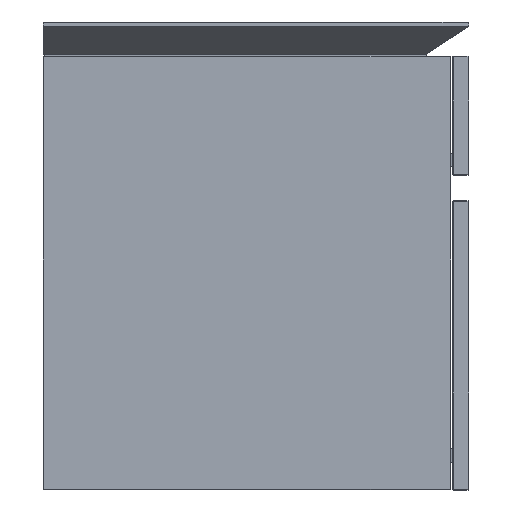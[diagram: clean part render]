
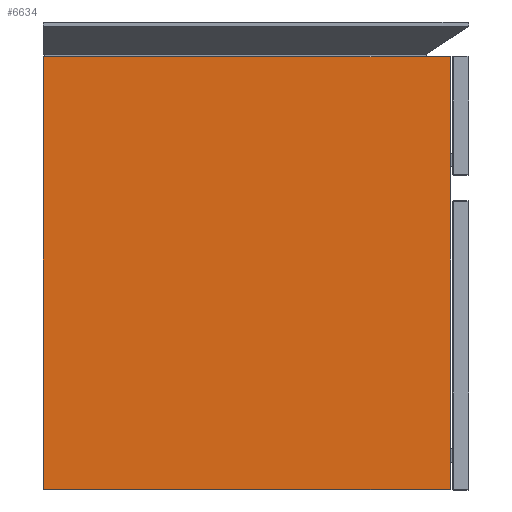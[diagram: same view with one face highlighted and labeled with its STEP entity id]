
A CAD part, left-side view. The second image highlights one B-rep face of the part: STEP entity #6634.
In plain terms, the highlighted planar face has unit normal (-1, 0, 0).
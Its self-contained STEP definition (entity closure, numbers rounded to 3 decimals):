
#5085=CARTESIAN_POINT('',(3938.6,9492.008,-509.2));
#5086=VERTEX_POINT('',#5085);
#5093=CARTESIAN_POINT('',(3938.6,9492.008,-0.8));
#5094=VERTEX_POINT('',#5093);
#5095=CARTESIAN_POINT('',(3938.6,9492.008,-509.2));
#5096=DIRECTION('',(0.0,0.0,1.0));
#5097=VECTOR('',#5096,508.4);
#5098=LINE('',#5095,#5097);
#5099=EDGE_CURVE('',#5086,#5094,#5098,.T.);
#5206=CARTESIAN_POINT('',(3938.6,9013.808,-509.2));
#5207=VERTEX_POINT('',#5206);
#5214=CARTESIAN_POINT('',(3938.6,9013.808,-509.2));
#5215=DIRECTION('',(0.0,1.0,0.0));
#5216=VECTOR('',#5215,478.2);
#5217=LINE('',#5214,#5216);
#5218=EDGE_CURVE('',#5207,#5086,#5217,.T.);
#5245=CARTESIAN_POINT('',(3938.6,9013.808,-0.8));
#5246=VERTEX_POINT('',#5245);
#5247=CARTESIAN_POINT('',(3938.6,9492.008,-0.8));
#5248=DIRECTION('',(0.0,-1.0,0.0));
#5249=VECTOR('',#5248,478.2);
#5250=LINE('',#5247,#5249);
#5251=EDGE_CURVE('',#5094,#5246,#5250,.T.);
#5341=CARTESIAN_POINT('',(3938.6,9013.808,-0.8));
#5342=DIRECTION('',(0.0,0.0,-1.0));
#5343=VECTOR('',#5342,508.4);
#5344=LINE('',#5341,#5343);
#5345=EDGE_CURVE('',#5246,#5207,#5344,.T.);
#6623=CARTESIAN_POINT('',(3938.6,9252.908,-0.799));
#6624=DIRECTION('',(-1.0,0.0,0.0));
#6625=DIRECTION('',(0.0,0.0,1.0));
#6626=AXIS2_PLACEMENT_3D('',#6623,#6624,#6625);
#6627=PLANE('',#6626);
#6628=ORIENTED_EDGE('',*,*,#5218,.F.);
#6629=ORIENTED_EDGE('',*,*,#5345,.F.);
#6630=ORIENTED_EDGE('',*,*,#5251,.F.);
#6631=ORIENTED_EDGE('',*,*,#5099,.F.);
#6632=EDGE_LOOP('',(#6628,#6629,#6630,#6631));
#6633=FACE_OUTER_BOUND('',#6632,.T.);
#6634=ADVANCED_FACE('',(#6633),#6627,.T.);
